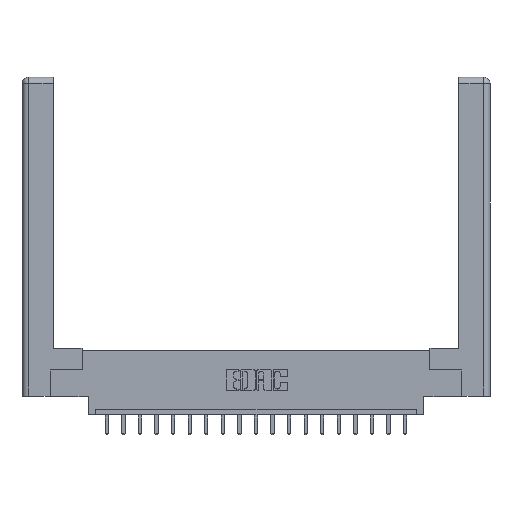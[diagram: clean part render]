
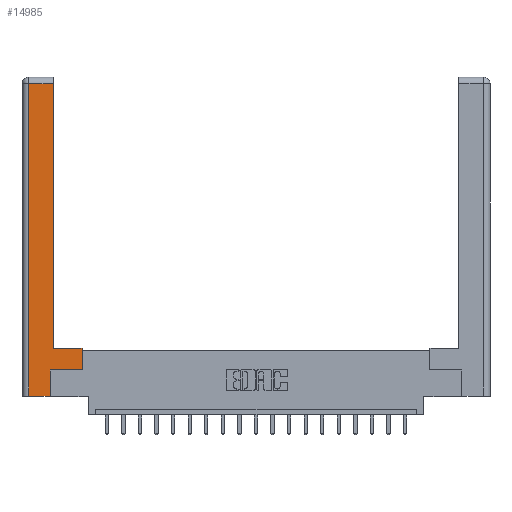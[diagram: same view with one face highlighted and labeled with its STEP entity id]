
A CAD part, top view. The second image highlights one B-rep face of the part: STEP entity #14985.
In plain terms, the highlighted planar face has unit normal (0, 0, 1).
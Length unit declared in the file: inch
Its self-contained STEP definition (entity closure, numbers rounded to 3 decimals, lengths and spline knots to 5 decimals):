
#52 = LINE ( 'NONE', #17253, #17900 ) ;
#78 = FACE_OUTER_BOUND ( 'NONE', #164, .T. ) ;
#164 = EDGE_LOOP ( 'NONE', ( #17718, #5233, #7596, #19445, #17347, #13706, #18871, #760 ) ) ;
#213 = EDGE_CURVE ( 'NONE', #8955, #13204, #3430, .T. ) ;
#532 = DIRECTION ( 'NONE',  ( -1., 0., 0. ) ) ;
#579 = VECTOR ( 'NONE', #16128, 39.37008 ) ;
#760 = ORIENTED_EDGE ( 'NONE', *, *, #11231, .T. ) ;
#1018 = CARTESIAN_POINT ( 'NONE',  ( 0.0615, 0., 0. ) ) ;
#1076 = VECTOR ( 'NONE', #13270, 39.37008 ) ;
#1517 = LINE ( 'NONE', #6831, #579 ) ;
#2400 = VERTEX_POINT ( 'NONE', #2545 ) ;
#2545 = CARTESIAN_POINT ( 'NONE',  ( 0.0615, 2.94, 0. ) ) ;
#2970 = CARTESIAN_POINT ( 'NONE',  ( 0.265, 0., 0. ) ) ;
#3080 = VERTEX_POINT ( 'NONE', #6042 ) ;
#3254 = LINE ( 'NONE', #15651, #13104 ) ;
#3430 = LINE ( 'NONE', #7896, #7722 ) ;
#4039 = CARTESIAN_POINT ( 'NONE',  ( 0.265, 0.245, 0. ) ) ;
#4879 = DIRECTION ( 'NONE',  ( -1., 0., 0. ) ) ;
#5233 = ORIENTED_EDGE ( 'NONE', *, *, #9077, .T. ) ;
#5390 = CARTESIAN_POINT ( 'NONE',  ( 0.565, 0.245, 0. ) ) ;
#5638 = VERTEX_POINT ( 'NONE', #7026 ) ;
#5710 = VECTOR ( 'NONE', #6999, 39.37008 ) ;
#5819 = EDGE_CURVE ( 'NONE', #2400, #3080, #7118, .T. ) ;
#6005 = AXIS2_PLACEMENT_3D ( 'NONE', #18650, #18726, #8626 ) ;
#6042 = CARTESIAN_POINT ( 'NONE',  ( 0.0615, 0., 0. ) ) ;
#6707 = EDGE_CURVE ( 'NONE', #9863, #17226, #1517, .T. ) ;
#6831 = CARTESIAN_POINT ( 'NONE',  ( 0.565, 0.45, 0. ) ) ;
#6870 = LINE ( 'NONE', #4039, #12881 ) ;
#6999 = DIRECTION ( 'NONE',  ( 1., 0., 0. ) ) ;
#7026 = CARTESIAN_POINT ( 'NONE',  ( 0.265, 0.245, 0. ) ) ;
#7118 = LINE ( 'NONE', #1018, #1076 ) ;
#7562 = CARTESIAN_POINT ( 'NONE',  ( 0.295, 0.45, 0. ) ) ;
#7596 = ORIENTED_EDGE ( 'NONE', *, *, #5819, .T. ) ;
#7722 = VECTOR ( 'NONE', #11183, 39.37008 ) ;
#7851 = LINE ( 'NONE', #9943, #5710 ) ;
#7896 = CARTESIAN_POINT ( 'NONE',  ( 0.295, 3., 0. ) ) ;
#8626 = DIRECTION ( 'NONE',  ( -1., 0., 0. ) ) ;
#8813 = CARTESIAN_POINT ( 'NONE',  ( 0.565, 0.45, 0. ) ) ;
#8955 = VERTEX_POINT ( 'NONE', #7562 ) ;
#9077 = EDGE_CURVE ( 'NONE', #13204, #2400, #17755, .T. ) ;
#9863 = VERTEX_POINT ( 'NONE', #5390 ) ;
#9899 = EDGE_CURVE ( 'NONE', #5638, #9863, #7851, .T. ) ;
#9943 = CARTESIAN_POINT ( 'NONE',  ( 0.565, 0.245, 0. ) ) ;
#11120 = VERTEX_POINT ( 'NONE', #2970 ) ;
#11183 = DIRECTION ( 'NONE',  ( 0., 1., 0. ) ) ;
#11231 = EDGE_CURVE ( 'NONE', #17226, #8955, #3254, .T. ) ;
#11747 = DIRECTION ( 'NONE',  ( 0., 1., 0. ) ) ;
#11975 = EDGE_CURVE ( 'NONE', #3080, #11120, #52, .T. ) ;
#12881 = VECTOR ( 'NONE', #11747, 39.37008 ) ;
#13104 = VECTOR ( 'NONE', #532, 39.37008 ) ;
#13204 = VERTEX_POINT ( 'NONE', #16843 ) ;
#13270 = DIRECTION ( 'NONE',  ( 0., -1., 0. ) ) ;
#13706 = ORIENTED_EDGE ( 'NONE', *, *, #9899, .T. ) ;
#14661 = VECTOR ( 'NONE', #4879, 39.37008 ) ;
#14985 = ADVANCED_FACE ( 'NONE', ( #78 ), #15699, .F. ) ;
#15651 = CARTESIAN_POINT ( 'NONE',  ( 0.295, 0.45, 0. ) ) ;
#15699 = PLANE ( 'NONE',  #6005 ) ;
#15736 = CARTESIAN_POINT ( 'NONE',  ( 0.0615, 2.94, 0. ) ) ;
#16128 = DIRECTION ( 'NONE',  ( 0., 1., 0. ) ) ;
#16843 = CARTESIAN_POINT ( 'NONE',  ( 0.295, 2.94, 0. ) ) ;
#17226 = VERTEX_POINT ( 'NONE', #8813 ) ;
#17253 = CARTESIAN_POINT ( 'NONE',  ( 0.265, 0., 0. ) ) ;
#17347 = ORIENTED_EDGE ( 'NONE', *, *, #19443, .T. ) ;
#17512 = DIRECTION ( 'NONE',  ( 1., 0., 0. ) ) ;
#17718 = ORIENTED_EDGE ( 'NONE', *, *, #213, .T. ) ;
#17755 = LINE ( 'NONE', #15736, #14661 ) ;
#17900 = VECTOR ( 'NONE', #17512, 39.37008 ) ;
#18650 = CARTESIAN_POINT ( 'NONE',  ( 0., 0., 0. ) ) ;
#18726 = DIRECTION ( 'NONE',  ( 0., 0., -1. ) ) ;
#18871 = ORIENTED_EDGE ( 'NONE', *, *, #6707, .T. ) ;
#19443 = EDGE_CURVE ( 'NONE', #11120, #5638, #6870, .T. ) ;
#19445 = ORIENTED_EDGE ( 'NONE', *, *, #11975, .T. ) ;
